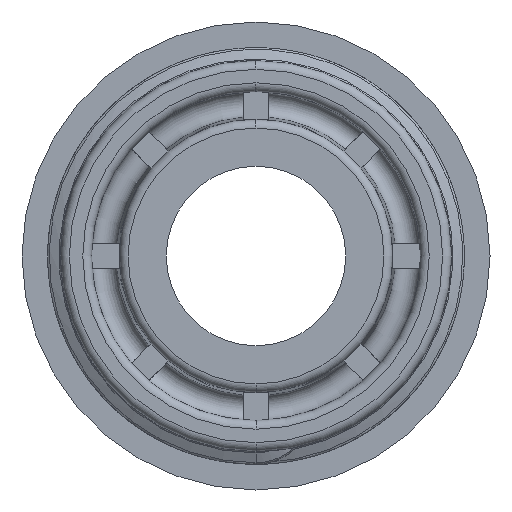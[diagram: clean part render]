
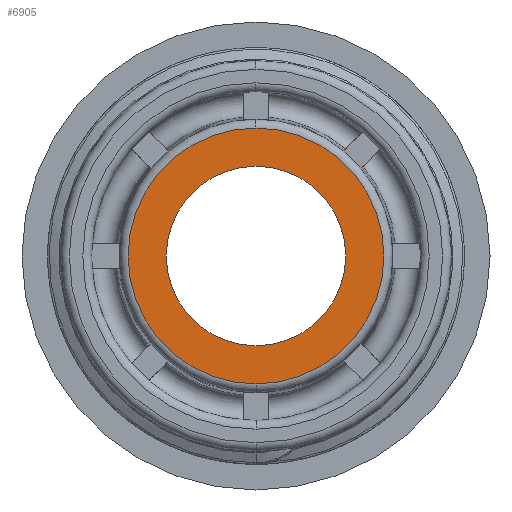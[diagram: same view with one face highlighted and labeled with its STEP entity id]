
A CAD part, left-side view. The second image highlights one B-rep face of the part: STEP entity #6905.
In plain terms, the highlighted planar face has unit normal (-1, 0, 0).
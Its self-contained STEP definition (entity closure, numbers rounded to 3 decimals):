
#337 = ORIENTED_EDGE ( 'NONE', *, *, #7182, .T. ) ;
#338 = ORIENTED_EDGE ( 'NONE', *, *, #6851, .T. ) ;
#339 = ORIENTED_EDGE ( 'NONE', *, *, #7181, .F. ) ;
#340 = ORIENTED_EDGE ( 'NONE', *, *, #7299, .F. ) ;
#1053 = CARTESIAN_POINT ( 'NONE',  ( 18., 0., 0. ) ) ;
#1054 = DIRECTION ( 'NONE',  ( -1., 0., 0. ) ) ;
#1055 = DIRECTION ( 'NONE',  ( 0., 0., 1. ) ) ;
#1056 = CARTESIAN_POINT ( 'NONE',  ( 18., 0., 0. ) ) ;
#1057 = DIRECTION ( 'NONE',  ( -1., 0., 0. ) ) ;
#1058 = DIRECTION ( 'NONE',  ( 0., 0., -1. ) ) ;
#1511 = CIRCLE ( 'NONE', #1519, 14.677 ) ;
#1515 = CIRCLE ( 'NONE', #1517, 10.3 ) ;
#1517 = AXIS2_PLACEMENT_3D ( 'NONE', #1053, #1054, #1055 ) ;
#1519 = AXIS2_PLACEMENT_3D ( 'NONE', #1056, #1057, #1058 ) ;
#1600 = CIRCLE ( 'NONE', #1610, 10.3 ) ;
#1610 = AXIS2_PLACEMENT_3D ( 'NONE', #3649, #3650, #3651 ) ;
#3649 = CARTESIAN_POINT ( 'NONE',  ( 18., 0., 0. ) ) ;
#3650 = DIRECTION ( 'NONE',  ( -1., 0., 0. ) ) ;
#3651 = DIRECTION ( 'NONE',  ( 0., 0., 1. ) ) ;
#4481 = CARTESIAN_POINT ( 'NONE',  ( 18., 0., 14.677 ) ) ;
#4498 = CARTESIAN_POINT ( 'NONE',  ( 18., 0., -14.677 ) ) ;
#4627 = CARTESIAN_POINT ( 'NONE',  ( 18., 0., -10.3 ) ) ;
#4628 = CARTESIAN_POINT ( 'NONE',  ( 18., 0., 10.3 ) ) ;
#5539 = CARTESIAN_POINT ( 'NONE',  ( 18., 0., 0. ) ) ;
#5540 = DIRECTION ( 'NONE',  ( -1., 0., 0. ) ) ;
#5541 = DIRECTION ( 'NONE',  ( 0., 0., -1. ) ) ;
#6851 = EDGE_CURVE ( 'NONE', #10254, #10271, #12733, .T. ) ;
#6905 = ADVANCED_FACE ( 'NONE', ( #13066, #13062 ), #13067, .F. ) ;
#7181 = EDGE_CURVE ( 'NONE', #11057, #11056, #1515, .T. ) ;
#7182 = EDGE_CURVE ( 'NONE', #10271, #10254, #1511, .T. ) ;
#7299 = EDGE_CURVE ( 'NONE', #11056, #11057, #1600, .T. ) ;
#10254 = VERTEX_POINT ( 'NONE', #4481 ) ;
#10271 = VERTEX_POINT ( 'NONE', #4498 ) ;
#10993 = EDGE_LOOP ( 'NONE', ( #339, #340 ) ) ;
#10996 = EDGE_LOOP ( 'NONE', ( #337, #338 ) ) ;
#11056 = VERTEX_POINT ( 'NONE', #4627 ) ;
#11057 = VERTEX_POINT ( 'NONE', #4628 ) ;
#12733 = CIRCLE ( 'NONE', #12735, 14.677 ) ;
#12735 = AXIS2_PLACEMENT_3D ( 'NONE', #5539, #5540, #5541 ) ;
#12789 = AXIS2_PLACEMENT_3D ( 'NONE', #13057, #13069, #13070 ) ;
#13057 = CARTESIAN_POINT ( 'NONE',  ( 18., 0., -10.3 ) ) ;
#13062 = FACE_BOUND ( 'NONE', #10993, .T. ) ;
#13066 = FACE_OUTER_BOUND ( 'NONE', #10996, .T. ) ;
#13067 = PLANE ( 'NONE',  #12789 ) ;
#13069 = DIRECTION ( 'NONE',  ( 1., 0., 0. ) ) ;
#13070 = DIRECTION ( 'NONE',  ( 0., 0., -1. ) ) ;
